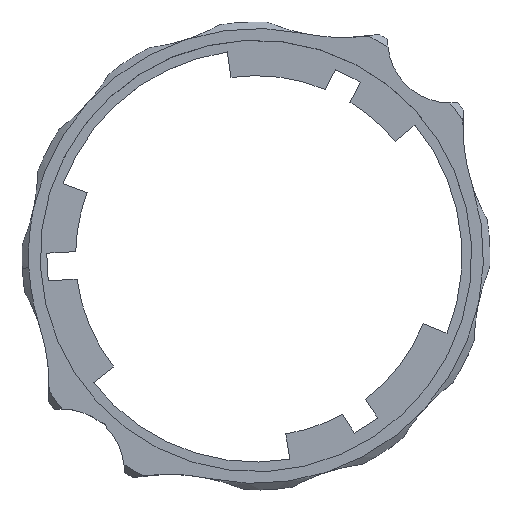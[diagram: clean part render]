
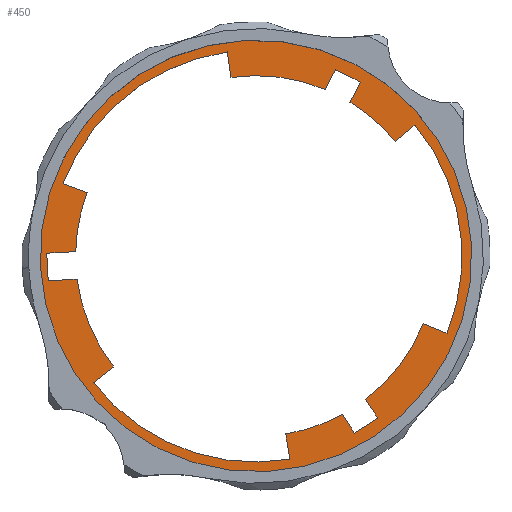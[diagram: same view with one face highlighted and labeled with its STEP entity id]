
A CAD part, top view. The second image highlights one B-rep face of the part: STEP entity #450.
In plain terms, the highlighted planar face has unit normal (0, 0, 1).
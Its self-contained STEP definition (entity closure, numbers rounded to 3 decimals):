
#231=CARTESIAN_POINT('',(299.726,10.467,2.5));
#232=DIRECTION('',(0.,0.,-1.));
#233=DIRECTION('',(0.999,0.052,0.));
#234=AXIS2_PLACEMENT_3D('',#231,#232,#233);
#235=PLANE('',#234);
#236=CARTESIAN_POINT('',(66.845,-1.738,2.5));
#237=VERTEX_POINT('',#236);
#238=CARTESIAN_POINT('',(100.,-0.,2.5));
#239=DIRECTION('',(-0.,0.,-1.));
#240=DIRECTION('',(-0.999,-0.052,0.));
#241=AXIS2_PLACEMENT_3D('',#238,#239,#240);
#242=CIRCLE('',#241,33.2);
#243=EDGE_CURVE('',#237,#237,#242,.T.);
#244=ORIENTED_EDGE('',*,*,#243,.F.);
#245=EDGE_LOOP('',(#244));
#246=FACE_BOUND('',#245,.T.);
#247=CARTESIAN_POINT('',(112.237,28.697,2.5));
#248=VERTEX_POINT('',#247);
#249=CARTESIAN_POINT('',(110.668,25.618,2.5));
#250=VERTEX_POINT('',#249);
#251=CARTESIAN_POINT('',(112.237,28.697,2.5));
#252=DIRECTION('',(-0.454,-0.891,0.));
#253=VECTOR('',#252,3.456);
#254=LINE('',#251,#253);
#255=EDGE_CURVE('',#248,#250,#254,.T.);
#256=ORIENTED_EDGE('',*,*,#255,.F.);
#257=CARTESIAN_POINT('',(116.024,26.768,2.5));
#258=VERTEX_POINT('',#257);
#259=CARTESIAN_POINT('',(112.237,28.697,2.5));
#260=DIRECTION('',(0.891,-0.454,0.));
#261=VECTOR('',#260,4.25);
#262=LINE('',#259,#261);
#263=EDGE_CURVE('',#248,#258,#262,.T.);
#264=ORIENTED_EDGE('',*,*,#263,.T.);
#265=CARTESIAN_POINT('',(114.455,23.688,2.5));
#266=VERTEX_POINT('',#265);
#267=CARTESIAN_POINT('',(116.024,26.768,2.5));
#268=DIRECTION('',(-0.454,-0.891,0.));
#269=VECTOR('',#268,3.456);
#270=LINE('',#267,#269);
#271=EDGE_CURVE('',#258,#266,#270,.T.);
#272=ORIENTED_EDGE('',*,*,#271,.T.);
#273=CARTESIAN_POINT('',(121.421,17.641,2.5));
#274=VERTEX_POINT('',#273);
#275=CARTESIAN_POINT('',(100.,-0.,2.5));
#276=DIRECTION('',(-0.,0.,-1.));
#277=DIRECTION('',(-0.999,-0.052,0.));
#278=AXIS2_PLACEMENT_3D('',#275,#276,#277);
#279=CIRCLE('',#278,27.75);
#280=EDGE_CURVE('',#266,#274,#279,.T.);
#281=ORIENTED_EDGE('',*,*,#280,.T.);
#282=CARTESIAN_POINT('',(124.47,20.153,2.5));
#283=VERTEX_POINT('',#282);
#284=CARTESIAN_POINT('',(121.421,17.641,2.5));
#285=DIRECTION('',(0.772,0.636,0.));
#286=VECTOR('',#285,3.95);
#287=LINE('',#284,#286);
#288=EDGE_CURVE('',#274,#283,#287,.T.);
#289=ORIENTED_EDGE('',*,*,#288,.T.);
#290=CARTESIAN_POINT('',(129.386,-11.888,2.5));
#291=VERTEX_POINT('',#290);
#292=CARTESIAN_POINT('',(100.,-0.,2.5));
#293=DIRECTION('',(-0.,0.,-1.));
#294=DIRECTION('',(-0.999,-0.052,0.));
#295=AXIS2_PLACEMENT_3D('',#292,#293,#294);
#296=CIRCLE('',#295,31.7);
#297=EDGE_CURVE('',#283,#291,#296,.T.);
#298=ORIENTED_EDGE('',*,*,#297,.T.);
#299=CARTESIAN_POINT('',(125.725,-10.407,2.5));
#300=VERTEX_POINT('',#299);
#301=CARTESIAN_POINT('',(125.725,-10.407,2.5));
#302=DIRECTION('',(0.927,-0.375,0.));
#303=VECTOR('',#302,3.95);
#304=LINE('',#301,#303);
#305=EDGE_CURVE('',#300,#291,#304,.T.);
#306=ORIENTED_EDGE('',*,*,#305,.F.);
#307=CARTESIAN_POINT('',(116.852,-22.047,2.5));
#308=VERTEX_POINT('',#307);
#309=CARTESIAN_POINT('',(100.,-0.,2.5));
#310=DIRECTION('',(-0.,0.,-1.));
#311=DIRECTION('',(-0.999,-0.052,0.));
#312=AXIS2_PLACEMENT_3D('',#309,#310,#311);
#313=CIRCLE('',#312,27.75);
#314=EDGE_CURVE('',#300,#308,#313,.T.);
#315=ORIENTED_EDGE('',*,*,#314,.T.);
#316=CARTESIAN_POINT('',(118.734,-24.946,2.5));
#317=VERTEX_POINT('',#316);
#318=CARTESIAN_POINT('',(118.734,-24.946,2.5));
#319=DIRECTION('',(-0.545,0.839,0.));
#320=VECTOR('',#319,3.456);
#321=LINE('',#318,#320);
#322=EDGE_CURVE('',#317,#308,#321,.T.);
#323=ORIENTED_EDGE('',*,*,#322,.F.);
#324=CARTESIAN_POINT('',(115.17,-27.261,2.5));
#325=VERTEX_POINT('',#324);
#326=CARTESIAN_POINT('',(118.734,-24.946,2.5));
#327=DIRECTION('',(-0.839,-0.545,0.));
#328=VECTOR('',#327,4.25);
#329=LINE('',#326,#328);
#330=EDGE_CURVE('',#317,#325,#329,.T.);
#331=ORIENTED_EDGE('',*,*,#330,.T.);
#332=CARTESIAN_POINT('',(113.287,-24.362,2.5));
#333=VERTEX_POINT('',#332);
#334=CARTESIAN_POINT('',(115.17,-27.261,2.5));
#335=DIRECTION('',(-0.545,0.839,0.));
#336=VECTOR('',#335,3.456);
#337=LINE('',#334,#336);
#338=EDGE_CURVE('',#325,#333,#337,.T.);
#339=ORIENTED_EDGE('',*,*,#338,.T.);
#340=CARTESIAN_POINT('',(104.568,-27.372,2.5));
#341=VERTEX_POINT('',#340);
#342=CARTESIAN_POINT('',(100.,-0.,2.5));
#343=DIRECTION('',(-0.,0.,-1.));
#344=DIRECTION('',(-0.999,-0.052,0.));
#345=AXIS2_PLACEMENT_3D('',#342,#343,#344);
#346=CIRCLE('',#345,27.75);
#347=EDGE_CURVE('',#333,#341,#346,.T.);
#348=ORIENTED_EDGE('',*,*,#347,.T.);
#349=CARTESIAN_POINT('',(105.218,-31.268,2.5));
#350=VERTEX_POINT('',#349);
#351=CARTESIAN_POINT('',(104.568,-27.372,2.5));
#352=DIRECTION('',(0.165,-0.986,0.));
#353=VECTOR('',#352,3.95);
#354=LINE('',#351,#353);
#355=EDGE_CURVE('',#341,#350,#354,.T.);
#356=ORIENTED_EDGE('',*,*,#355,.T.);
#357=CARTESIAN_POINT('',(75.011,-19.505,2.5));
#358=VERTEX_POINT('',#357);
#359=CARTESIAN_POINT('',(100.,0.,2.5));
#360=DIRECTION('',(-0.,0.,-1.));
#361=DIRECTION('',(-0.999,-0.052,0.));
#362=AXIS2_PLACEMENT_3D('',#359,#360,#361);
#363=CIRCLE('',#362,31.7);
#364=EDGE_CURVE('',#350,#358,#363,.T.);
#365=ORIENTED_EDGE('',*,*,#364,.T.);
#366=CARTESIAN_POINT('',(78.125,-17.075,2.5));
#367=VERTEX_POINT('',#366);
#368=CARTESIAN_POINT('',(78.125,-17.075,2.5));
#369=DIRECTION('',(-0.788,-0.615,0.));
#370=VECTOR('',#369,3.95);
#371=LINE('',#368,#370);
#372=EDGE_CURVE('',#367,#358,#371,.T.);
#373=ORIENTED_EDGE('',*,*,#372,.F.);
#374=CARTESIAN_POINT('',(72.481,-3.57,2.5));
#375=VERTEX_POINT('',#374);
#376=CARTESIAN_POINT('',(100.,-0.,2.5));
#377=DIRECTION('',(-0.,0.,-1.));
#378=DIRECTION('',(-0.999,-0.052,0.));
#379=AXIS2_PLACEMENT_3D('',#376,#377,#378);
#380=CIRCLE('',#379,27.75);
#381=EDGE_CURVE('',#367,#375,#380,.T.);
#382=ORIENTED_EDGE('',*,*,#381,.T.);
#383=CARTESIAN_POINT('',(68.03,-3.803,2.5));
#384=VERTEX_POINT('',#383);
#385=CARTESIAN_POINT('',(68.03,-3.803,2.5));
#386=DIRECTION('',(0.999,0.052,0.));
#387=VECTOR('',#386,4.456);
#388=LINE('',#385,#387);
#389=EDGE_CURVE('',#384,#375,#388,.T.);
#390=ORIENTED_EDGE('',*,*,#389,.F.);
#391=CARTESIAN_POINT('',(67.808,0.441,2.5));
#392=VERTEX_POINT('',#391);
#393=CARTESIAN_POINT('',(68.03,-3.803,2.5));
#394=DIRECTION('',(-0.052,0.999,0.));
#395=VECTOR('',#394,4.25);
#396=LINE('',#393,#395);
#397=EDGE_CURVE('',#384,#392,#396,.T.);
#398=ORIENTED_EDGE('',*,*,#397,.T.);
#399=CARTESIAN_POINT('',(72.258,0.674,2.5));
#400=VERTEX_POINT('',#399);
#401=CARTESIAN_POINT('',(67.808,0.441,2.5));
#402=DIRECTION('',(0.999,0.052,0.));
#403=VECTOR('',#402,4.456);
#404=LINE('',#401,#403);
#405=EDGE_CURVE('',#392,#400,#404,.T.);
#406=ORIENTED_EDGE('',*,*,#405,.T.);
#407=CARTESIAN_POINT('',(74.012,9.73,2.5));
#408=VERTEX_POINT('',#407);
#409=CARTESIAN_POINT('',(100.,-0.,2.5));
#410=DIRECTION('',(-0.,0.,-1.));
#411=DIRECTION('',(-0.999,-0.052,0.));
#412=AXIS2_PLACEMENT_3D('',#409,#410,#411);
#413=CIRCLE('',#412,27.75);
#414=EDGE_CURVE('',#400,#408,#413,.T.);
#415=ORIENTED_EDGE('',*,*,#414,.T.);
#416=CARTESIAN_POINT('',(70.313,11.115,2.5));
#417=VERTEX_POINT('',#416);
#418=CARTESIAN_POINT('',(74.012,9.73,2.5));
#419=DIRECTION('',(-0.937,0.351,0.));
#420=VECTOR('',#419,3.95);
#421=LINE('',#418,#420);
#422=EDGE_CURVE('',#408,#417,#421,.T.);
#423=ORIENTED_EDGE('',*,*,#422,.T.);
#424=CARTESIAN_POINT('',(95.602,31.393,2.5));
#425=VERTEX_POINT('',#424);
#426=CARTESIAN_POINT('',(100.,-0.,2.5));
#427=DIRECTION('',(-0.,0.,-1.));
#428=DIRECTION('',(-0.999,-0.052,0.));
#429=AXIS2_PLACEMENT_3D('',#426,#427,#428);
#430=CIRCLE('',#429,31.7);
#431=EDGE_CURVE('',#417,#425,#430,.T.);
#432=ORIENTED_EDGE('',*,*,#431,.T.);
#433=CARTESIAN_POINT('',(96.15,27.482,2.5));
#434=VERTEX_POINT('',#433);
#435=CARTESIAN_POINT('',(96.15,27.482,2.5));
#436=DIRECTION('',(-0.139,0.99,0.));
#437=VECTOR('',#436,3.95);
#438=LINE('',#435,#437);
#439=EDGE_CURVE('',#434,#425,#438,.T.);
#440=ORIENTED_EDGE('',*,*,#439,.F.);
#441=CARTESIAN_POINT('',(100.,-0.,2.5));
#442=DIRECTION('',(-0.,0.,-1.));
#443=DIRECTION('',(-0.999,-0.052,0.));
#444=AXIS2_PLACEMENT_3D('',#441,#442,#443);
#445=CIRCLE('',#444,27.75);
#446=EDGE_CURVE('',#434,#250,#445,.T.);
#447=ORIENTED_EDGE('',*,*,#446,.T.);
#448=EDGE_LOOP('',(#256,#264,#272,#281,#289,#298,#306,#315,#323,#331,#339,#348,#356,#365,#373,#382,#390,#398,#406,#415,#423,#432,#440,#447));
#449=FACE_BOUND('',#448,.T.);
#450=ADVANCED_FACE('',(#246,#449),#235,.F.);
